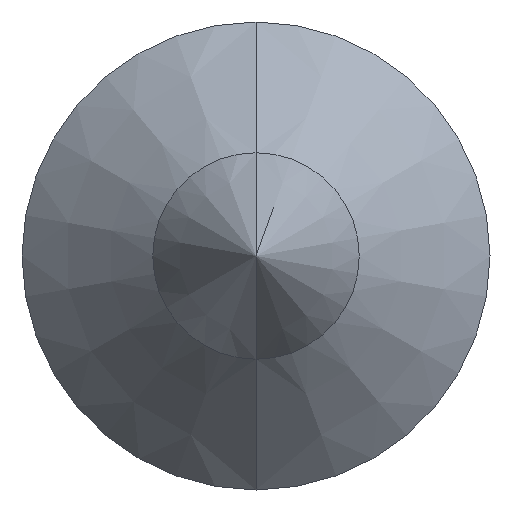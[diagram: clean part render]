
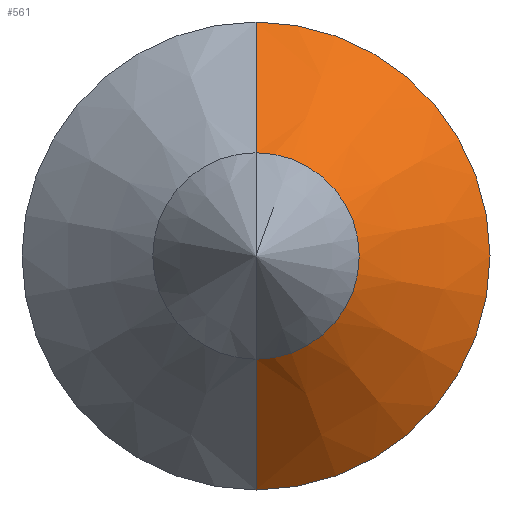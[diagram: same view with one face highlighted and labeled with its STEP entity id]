
A CAD part, front view. The second image highlights one B-rep face of the part: STEP entity #561.
In plain terms, the highlighted conical face has half-angle 45 degrees and reference radius 1.5 mm.
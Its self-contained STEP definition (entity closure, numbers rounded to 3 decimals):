
#6 = AXIS2_PLACEMENT_3D ( 'NONE', #516, #518, #519 ) ;
#14 = AXIS2_PLACEMENT_3D ( 'NONE', #357, #358, #359 ) ;
#19 = VERTEX_POINT ( 'NONE', #530 ) ;
#20 = VERTEX_POINT ( 'NONE', #531 ) ;
#21 = VERTEX_POINT ( 'NONE', #98 ) ;
#88 = CARTESIAN_POINT ( 'NONE',  ( 0., 2.65, -1.5 ) ) ;
#98 = CARTESIAN_POINT ( 'NONE',  ( 0., 2.65, 1.5 ) ) ;
#124 = CARTESIAN_POINT ( 'NONE',  ( 0., 2.65, -1.5 ) ) ;
#233 = DIRECTION ( 'NONE',  ( 0., 0.707, -0.707 ) ) ;
#275 = DIRECTION ( 'NONE',  ( 0., 0., 1. ) ) ;
#283 = CARTESIAN_POINT ( 'NONE',  ( 0., 2.65, 0. ) ) ;
#284 = DIRECTION ( 'NONE',  ( 0., 1., 0. ) ) ;
#298 = ORIENTED_EDGE ( 'NONE', *, *, #537, .F. ) ;
#299 = ORIENTED_EDGE ( 'NONE', *, *, #536, .F. ) ;
#300 = ORIENTED_EDGE ( 'NONE', *, *, #433, .T. ) ;
#301 = ORIENTED_EDGE ( 'NONE', *, *, #435, .T. ) ;
#311 = VERTEX_POINT ( 'NONE', #88 ) ;
#332 = AXIS2_PLACEMENT_3D ( 'NONE', #283, #284, #275 ) ;
#354 = CARTESIAN_POINT ( 'NONE',  ( 0., 2.65, 1.5 ) ) ;
#357 = CARTESIAN_POINT ( 'NONE',  ( 0., 4.55, 0. ) ) ;
#358 = DIRECTION ( 'NONE',  ( 0., 1., 0. ) ) ;
#359 = DIRECTION ( 'NONE',  ( 0., 0., 1. ) ) ;
#361 = DIRECTION ( 'NONE',  ( 0., 0.707, 0.707 ) ) ;
#433 = EDGE_CURVE ( 'NONE', #311, #19, #604, .T. ) ;
#435 = EDGE_CURVE ( 'NONE', #21, #311, #601, .T. ) ;
#516 = CARTESIAN_POINT ( 'NONE',  ( 0., 2.65, 0. ) ) ;
#518 = DIRECTION ( 'NONE',  ( 0., 1., 0. ) ) ;
#519 = DIRECTION ( 'NONE',  ( 0., 0., 1. ) ) ;
#530 = CARTESIAN_POINT ( 'NONE',  ( 0., 4.55, -3.4 ) ) ;
#531 = CARTESIAN_POINT ( 'NONE',  ( 0., 4.55, 3.4 ) ) ;
#536 = EDGE_CURVE ( 'NONE', #20, #19, #640, .T. ) ;
#537 = EDGE_CURVE ( 'NONE', #21, #20, #648, .T. ) ;
#561 = ADVANCED_FACE ( 'NONE', ( #563 ), #568, .T. ) ;
#563 = FACE_OUTER_BOUND ( 'NONE', #633, .T. ) ;
#568 = CONICAL_SURFACE ( 'NONE', #332, 1.5, 0.785 ) ;
#601 = CIRCLE ( 'NONE', #6, 1.5 ) ;
#604 = LINE ( 'NONE', #124, #605 ) ;
#605 = VECTOR ( 'NONE', #233, 1000. ) ;
#633 = EDGE_LOOP ( 'NONE', ( #301, #300, #299, #298 ) ) ;
#640 = CIRCLE ( 'NONE', #14, 3.4 ) ;
#648 = LINE ( 'NONE', #354, #650 ) ;
#650 = VECTOR ( 'NONE', #361, 1000. ) ;
